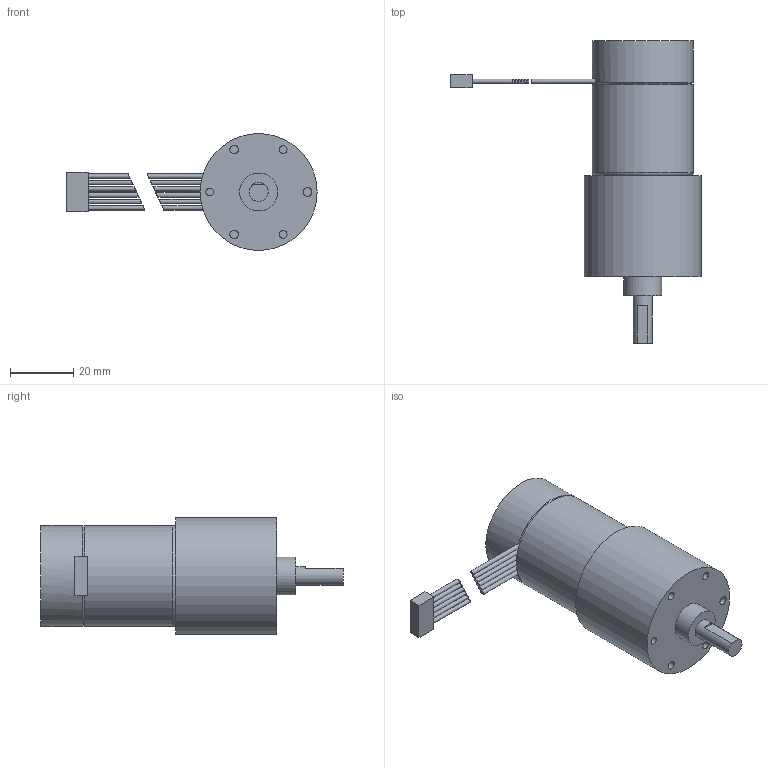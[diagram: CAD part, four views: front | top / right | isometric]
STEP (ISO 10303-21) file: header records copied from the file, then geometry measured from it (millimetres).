
FILE_DESCRIPTION( ( 'Unknown' ), '1' );
FILE_NAME( 'SDC3729-219--625-FEC .stp', 'Unknown', ( 'Unknown' ), ( 'Unknown' ), 'PSStep 17.0.49', 'Unknown', ' ' );
FILE_SCHEMA( ( 'AUTOMOTIVE_DESIGN { 1 0 10303 214 1 1 1 1 }' ) );
Length unit declared in the file: millimetre
Products named in the file (2): 1; 2
Bounding box: 79.2 x 95.7 x 37 mm (x, y, z)
Volume: 70259.6 mm3; surface area: 12387.2 mm2
Topology: 2 solids, 2 shells, 61 faces, 116 edges, 81 vertices
Faces by surface type: plane 36, cylinder 23, cone 1, torus 1
Full cylindrical faces by diameter (mm): 1.4 x12, 2.459 x3, 2.74 x3, 6 x1, 12 x1, 32 x2, 37 x1
Entity records: 1838 total; most frequent: DIRECTION 252, CARTESIAN_POINT 214, ORIENTED_EDGE 156, AXIS2_PLACEMENT_3D 113, EDGE_LOOP 107, FACE_OUTER_BOUND 85, EDGE_CURVE 78, VERTEX_POINT 67
